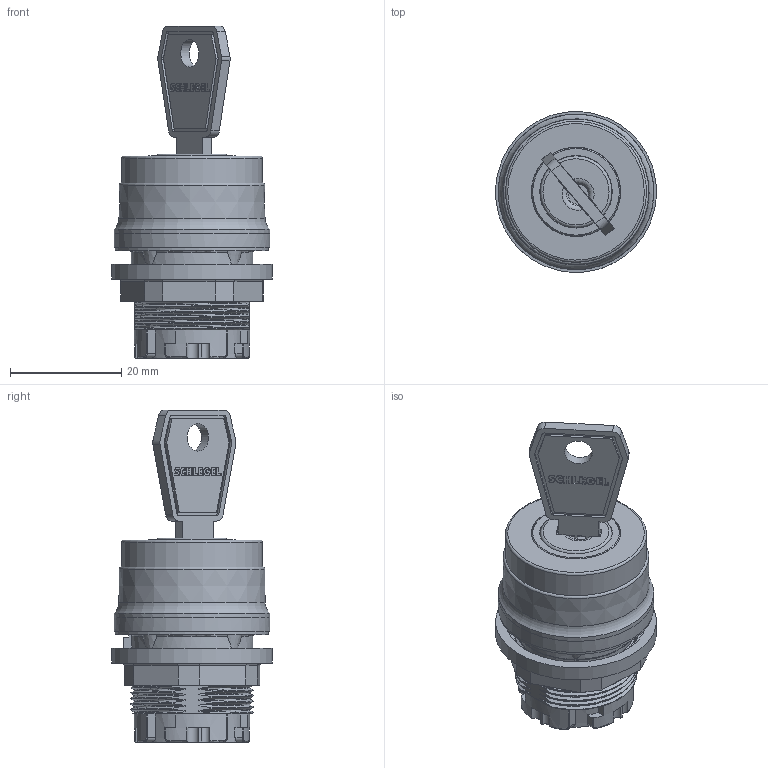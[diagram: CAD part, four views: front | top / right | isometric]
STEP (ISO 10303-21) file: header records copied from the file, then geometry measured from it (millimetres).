
FILE_DESCRIPTION(/* description */ (''),/* implementation_level */ '2;1');
FILE_NAME(/* name */ 'RVASSA18E_ipt.stp',/* time_stamp */ '2017-07-20T07:38:35+02:00',/* author */ ('thagel'),/* organization */ (''),/* preprocessor_version */ 'ST-DEVELOPER v16.1',/* originating_system */ 'Autodesk Inventor 2016',/* authorisation */ '');
FILE_SCHEMA (('AUTOMOTIVE_DESIGN { 1 0 10303 214 3 1 1 }'));
Length unit declared in the file: centimetre
Products named in the file (1): RVASSA18E
Bounding box: 28.97 x 28.97 x 59.76 mm (x, y, z)
Volume: 16296.2 mm3; surface area: 12869 mm2
Topology: 1 solids, 6 shells, 949 faces, 2691 edges, 1770 vertices
Faces by surface type: plane 707, cylinder 125, bspline 59, torus 38, cone 18, sphere 2
Full cylindrical faces by diameter (mm): 5 x1, 12.9 x1, 13.05 x1, 16 x1, 16.1 x1, 17.906 x2, 18.1 x1, 18.6 x1, 20.3 x1, 20.75 x1, 20.917 x1, 21.85 x1, 22.6 x1, 22.7 x1, 22.9 x2, 25.35 x1, 25.4 x1, 25.7 x1, 27.65 x1, 28 x2, 29 x1
Entity records: 35048 total; most frequent: CARTESIAN_POINT 11096, ORIENTED_EDGE 5248, DIRECTION 4454, EDGE_CURVE 2620, LINE 2032, VECTOR 2032, VERTEX_POINT 1753, AXIS2_PLACEMENT_3D 1211
